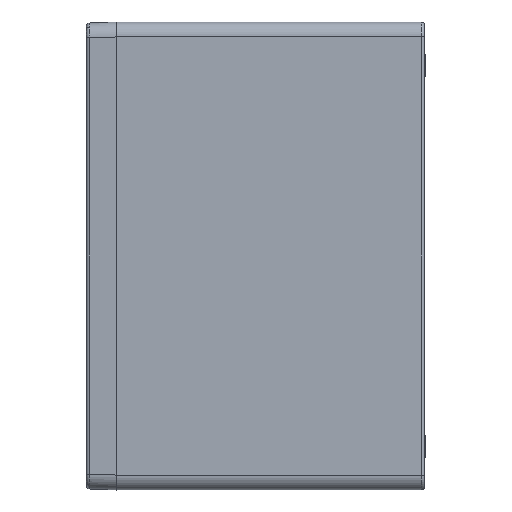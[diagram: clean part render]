
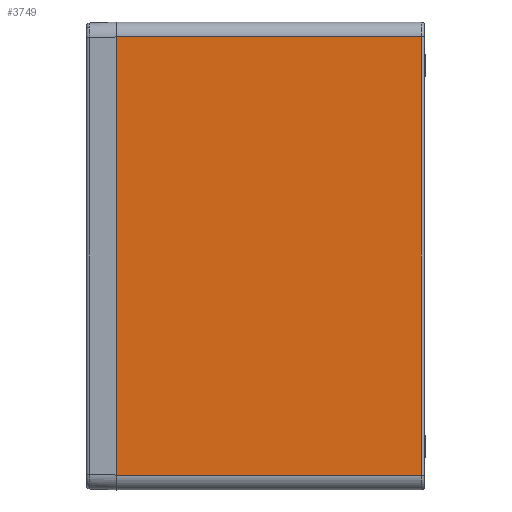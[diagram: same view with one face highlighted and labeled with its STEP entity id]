
A CAD part, left-side view. The second image highlights one B-rep face of the part: STEP entity #3749.
In plain terms, the highlighted planar face has unit normal (-1, 0, 0).
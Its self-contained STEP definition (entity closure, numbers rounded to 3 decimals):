
#3749 = ADVANCED_FACE ( 'NONE', ( #60840 ), #47915, .T. ) ;
#5113 = LINE ( 'NONE', #40840, #10721 ) ;
#5116 = LINE ( 'NONE', #40879, #10776 ) ;
#5117 = LINE ( 'NONE', #40881, #10779 ) ;
#5118 = LINE ( 'NONE', #40883, #10783 ) ;
#10520 = ORIENTED_EDGE ( 'NONE', *, *, #14449, .T. ) ;
#10533 = ORIENTED_EDGE ( 'NONE', *, *, #14450, .T. ) ;
#10534 = ORIENTED_EDGE ( 'NONE', *, *, #14448, .T. ) ;
#10536 = ORIENTED_EDGE ( 'NONE', *, *, #14434, .F. ) ;
#10721 = VECTOR ( 'NONE', #40841, 1000. ) ;
#10776 = VECTOR ( 'NONE', #40880, 1000. ) ;
#10779 = VECTOR ( 'NONE', #40882, 1000. ) ;
#10783 = VECTOR ( 'NONE', #40884, 1000. ) ;
#14434 = EDGE_CURVE ( 'NONE', #17336, #15954, #5113, .T. ) ;
#14448 = EDGE_CURVE ( 'NONE', #15911, #17408, #5116, .T. ) ;
#14449 = EDGE_CURVE ( 'NONE', #17336, #15911, #5117, .T. ) ;
#14450 = EDGE_CURVE ( 'NONE', #17408, #15954, #5118, .T. ) ;
#15911 = VERTEX_POINT ( 'NONE', #36114 ) ;
#15954 = VERTEX_POINT ( 'NONE', #36157 ) ;
#17336 = VERTEX_POINT ( 'NONE', #36235 ) ;
#17408 = VERTEX_POINT ( 'NONE', #36278 ) ;
#36114 = CARTESIAN_POINT ( 'NONE',  ( -202., -204., -146.5 ) ) ;
#36157 = CARTESIAN_POINT ( 'NONE',  ( -202., 0., 146.5 ) ) ;
#36235 = CARTESIAN_POINT ( 'NONE',  ( -202., 0., -146.5 ) ) ;
#36278 = CARTESIAN_POINT ( 'NONE',  ( -202., -204., 146.5 ) ) ;
#36971 = AXIS2_PLACEMENT_3D ( 'NONE', #47914, #47826, #47836 ) ;
#40840 = CARTESIAN_POINT ( 'NONE',  ( -202., 0., -156.5 ) ) ;
#40841 = DIRECTION ( 'NONE',  ( 0., 0., 1. ) ) ;
#40879 = CARTESIAN_POINT ( 'NONE',  ( -202., -204., 146.5 ) ) ;
#40880 = DIRECTION ( 'NONE',  ( 0., 0., 1. ) ) ;
#40881 = CARTESIAN_POINT ( 'NONE',  ( -202., -206., -146.5 ) ) ;
#40882 = DIRECTION ( 'NONE',  ( 0., -1., 0. ) ) ;
#40883 = CARTESIAN_POINT ( 'NONE',  ( -202., -206., 146.5 ) ) ;
#40884 = DIRECTION ( 'NONE',  ( 0., 1., 0. ) ) ;
#47826 = DIRECTION ( 'NONE',  ( -1., 0., 0. ) ) ;
#47836 = DIRECTION ( 'NONE',  ( 0., 0., 1. ) ) ;
#47914 = CARTESIAN_POINT ( 'NONE',  ( -202., -206., -156.5 ) ) ;
#47915 = PLANE ( 'NONE',  #36971 ) ;
#60840 = FACE_OUTER_BOUND ( 'NONE', #62570, .T. ) ;
#62570 = EDGE_LOOP ( 'NONE', ( #10520, #10534, #10533, #10536 ) ) ;
